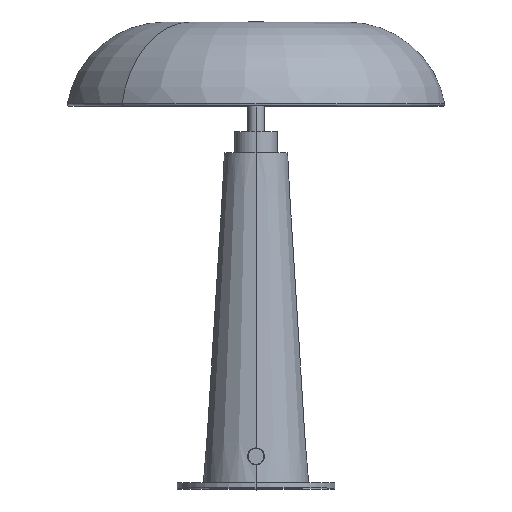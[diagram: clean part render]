
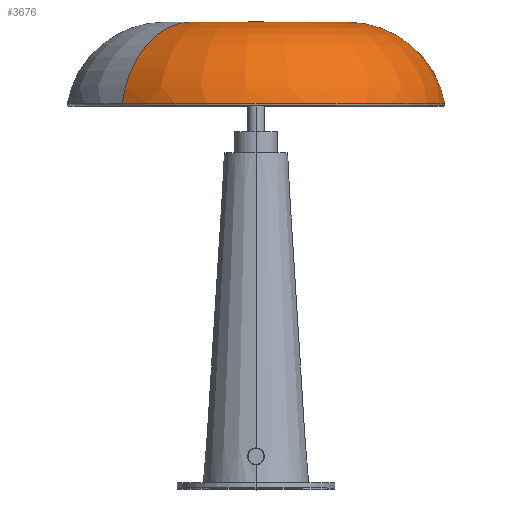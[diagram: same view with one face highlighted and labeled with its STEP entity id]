
A CAD part, top view. The second image highlights one B-rep face of the part: STEP entity #3676.
In plain terms, the highlighted toroidal (fillet/blend) face has major radius 87 mm and minor radius 94.48 mm.
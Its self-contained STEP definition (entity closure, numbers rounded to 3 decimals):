
#298 = EDGE_LOOP ( 'NONE', ( #897, #13809, #14657, #10542 ) ) ;
#581 = DIRECTION ( 'NONE',  ( 0.707, 0., -0.707 ) ) ;
#627 = DIRECTION ( 'NONE',  ( 0.707, 0., -0.707 ) ) ;
#897 = ORIENTED_EDGE ( 'NONE', *, *, #9653, .T. ) ;
#1400 = CIRCLE ( 'NONE', #12663, 87. ) ;
#1681 = CARTESIAN_POINT ( 'NONE',  ( 0., 349.52, 0. ) ) ;
#1795 = CARTESIAN_POINT ( 'NONE',  ( -61.518, 444., 61.518 ) ) ;
#1975 = CIRCLE ( 'NONE', #14333, 94.48 ) ;
#2845 = FACE_OUTER_BOUND ( 'NONE', #298, .T. ) ;
#3676 = ADVANCED_FACE ( 'NONE', ( #2845 ), #14212, .T. ) ;
#4835 = AXIS2_PLACEMENT_3D ( 'NONE', #1681, #11917, #581 ) ;
#5424 = DIRECTION ( 'NONE',  ( 0.707, 0., 0.707 ) ) ;
#5741 = EDGE_CURVE ( 'NONE', #10402, #6017, #1975, .T. ) ;
#6017 = VERTEX_POINT ( 'NONE', #10745 ) ;
#6873 = CARTESIAN_POINT ( 'NONE',  ( 61.518, 444., -61.518 ) ) ;
#6940 = CARTESIAN_POINT ( 'NONE',  ( 0., 444., 0. ) ) ;
#8144 = DIRECTION ( 'NONE',  ( -0.707, 0., 0.707 ) ) ;
#8761 = DIRECTION ( 'NONE',  ( 0.707, 0., -0.707 ) ) ;
#9394 = CARTESIAN_POINT ( 'NONE',  ( -61.518, 349.52, 61.518 ) ) ;
#9505 = VERTEX_POINT ( 'NONE', #1795 ) ;
#9653 = EDGE_CURVE ( 'NONE', #10402, #9505, #1400, .T. ) ;
#9882 = AXIS2_PLACEMENT_3D ( 'NONE', #9394, #5424, #11748 ) ;
#10402 = VERTEX_POINT ( 'NONE', #6873 ) ;
#10542 = ORIENTED_EDGE ( 'NONE', *, *, #5741, .F. ) ;
#10667 = CARTESIAN_POINT ( 'NONE',  ( 61.518, 349.52, -61.518 ) ) ;
#10745 = CARTESIAN_POINT ( 'NONE',  ( 127.257, 366.356, -127.257 ) ) ;
#11473 = CIRCLE ( 'NONE', #9882, 94.48 ) ;
#11748 = DIRECTION ( 'NONE',  ( 0.707, 0., -0.707 ) ) ;
#11917 = DIRECTION ( 'NONE',  ( 0., -1., 0. ) ) ;
#12663 = AXIS2_PLACEMENT_3D ( 'NONE', #6940, #13499, #627 ) ;
#12845 = CARTESIAN_POINT ( 'NONE',  ( 0., 366.356, 0. ) ) ;
#13415 = VERTEX_POINT ( 'NONE', #15298 ) ;
#13499 = DIRECTION ( 'NONE',  ( 0., -1., 0. ) ) ;
#13809 = ORIENTED_EDGE ( 'NONE', *, *, #16454, .T. ) ;
#14212 = TOROIDAL_SURFACE ( 'NONE', #4835, 87., 94.48 ) ;
#14333 = AXIS2_PLACEMENT_3D ( 'NONE', #10667, #14540, #8144 ) ;
#14540 = DIRECTION ( 'NONE',  ( -0.707, 0., -0.707 ) ) ;
#14584 = EDGE_CURVE ( 'NONE', #6017, #13415, #14692, .T. ) ;
#14657 = ORIENTED_EDGE ( 'NONE', *, *, #14584, .F. ) ;
#14692 = CIRCLE ( 'NONE', #14732, 179.968 ) ;
#14732 = AXIS2_PLACEMENT_3D ( 'NONE', #12845, #14987, #8761 ) ;
#14987 = DIRECTION ( 'NONE',  ( 0., -1., 0. ) ) ;
#15298 = CARTESIAN_POINT ( 'NONE',  ( -127.257, 366.356, 127.257 ) ) ;
#16454 = EDGE_CURVE ( 'NONE', #9505, #13415, #11473, .T. ) ;
